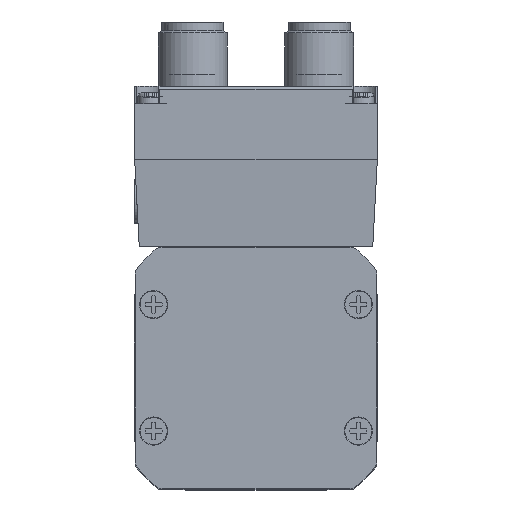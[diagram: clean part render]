
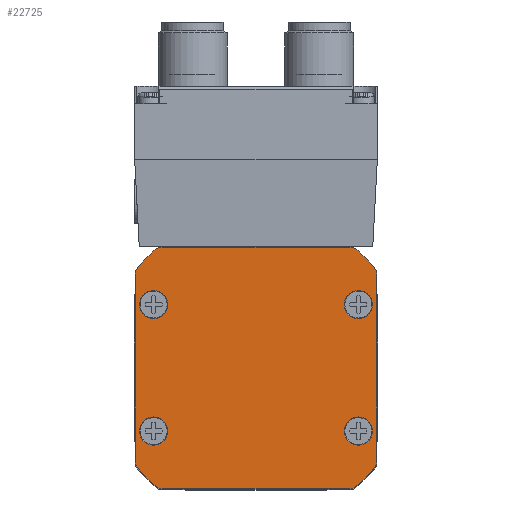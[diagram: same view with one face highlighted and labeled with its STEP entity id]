
A CAD part, top view. The second image highlights one B-rep face of the part: STEP entity #22725.
In plain terms, the highlighted face is planar.
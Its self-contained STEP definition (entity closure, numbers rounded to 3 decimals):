
#1899=CIRCLE('',#29305,2.);
#1900=CIRCLE('',#29307,27.);
#1901=CIRCLE('',#29309,2.);
#1902=CIRCLE('',#29311,2.);
#1903=CIRCLE('',#29313,27.);
#1904=CIRCLE('',#29315,2.);
#1905=CIRCLE('',#29317,2.);
#1906=CIRCLE('',#29319,27.);
#1907=CIRCLE('',#29321,2.);
#1908=CIRCLE('',#29323,2.);
#1910=CIRCLE('',#29326,27.);
#1912=CIRCLE('',#29329,2.);
#1914=CIRCLE('',#29333,2.45);
#1915=CIRCLE('',#29334,2.45);
#1916=CIRCLE('',#29335,2.45);
#1917=CIRCLE('',#29336,2.45);
#7141=ORIENTED_EDGE('',*,*,#11100,.F.);
#7142=ORIENTED_EDGE('',*,*,#11101,.F.);
#7143=ORIENTED_EDGE('',*,*,#11102,.F.);
#7144=ORIENTED_EDGE('',*,*,#11103,.F.);
#7145=ORIENTED_EDGE('',*,*,#11065,.F.);
#7146=ORIENTED_EDGE('',*,*,#11098,.F.);
#7147=ORIENTED_EDGE('',*,*,#11095,.F.);
#7148=ORIENTED_EDGE('',*,*,#11092,.F.);
#7149=ORIENTED_EDGE('',*,*,#11074,.F.);
#7150=ORIENTED_EDGE('',*,*,#11091,.F.);
#7151=ORIENTED_EDGE('',*,*,#11089,.F.);
#7152=ORIENTED_EDGE('',*,*,#11087,.F.);
#7153=ORIENTED_EDGE('',*,*,#11071,.F.);
#7154=ORIENTED_EDGE('',*,*,#11086,.F.);
#7155=ORIENTED_EDGE('',*,*,#11084,.F.);
#7156=ORIENTED_EDGE('',*,*,#11082,.F.);
#7157=ORIENTED_EDGE('',*,*,#11068,.F.);
#7158=ORIENTED_EDGE('',*,*,#11081,.F.);
#7159=ORIENTED_EDGE('',*,*,#11079,.F.);
#7160=ORIENTED_EDGE('',*,*,#11077,.F.);
#11065=EDGE_CURVE('',#13495,#13496,#15387,.T.);
#11068=EDGE_CURVE('',#13497,#13498,#15390,.T.);
#11071=EDGE_CURVE('',#13499,#13500,#15393,.T.);
#11074=EDGE_CURVE('',#13501,#13502,#15396,.T.);
#11077=EDGE_CURVE('',#13496,#13504,#1899,.T.);
#11079=EDGE_CURVE('',#13504,#13505,#1900,.T.);
#11081=EDGE_CURVE('',#13505,#13497,#1901,.T.);
#11082=EDGE_CURVE('',#13498,#13506,#1902,.T.);
#11084=EDGE_CURVE('',#13506,#13507,#1903,.T.);
#11086=EDGE_CURVE('',#13507,#13499,#1904,.T.);
#11087=EDGE_CURVE('',#13500,#13508,#1905,.T.);
#11089=EDGE_CURVE('',#13508,#13509,#1906,.T.);
#11091=EDGE_CURVE('',#13509,#13501,#1907,.T.);
#11092=EDGE_CURVE('',#13502,#13510,#1908,.T.);
#11095=EDGE_CURVE('',#13510,#13512,#1910,.T.);
#11098=EDGE_CURVE('',#13512,#13495,#1912,.T.);
#11100=EDGE_CURVE('',#13514,#13514,#1914,.T.);
#11101=EDGE_CURVE('',#13515,#13515,#1915,.T.);
#11102=EDGE_CURVE('',#13516,#13516,#1916,.T.);
#11103=EDGE_CURVE('',#13517,#13517,#1917,.T.);
#13495=VERTEX_POINT('',#42728);
#13496=VERTEX_POINT('',#42730);
#13497=VERTEX_POINT('',#42734);
#13498=VERTEX_POINT('',#42736);
#13499=VERTEX_POINT('',#42740);
#13500=VERTEX_POINT('',#42742);
#13501=VERTEX_POINT('',#42746);
#13502=VERTEX_POINT('',#42748);
#13504=VERTEX_POINT('',#42754);
#13505=VERTEX_POINT('',#42758);
#13506=VERTEX_POINT('',#42764);
#13507=VERTEX_POINT('',#42768);
#13508=VERTEX_POINT('',#42774);
#13509=VERTEX_POINT('',#42778);
#13510=VERTEX_POINT('',#42784);
#13512=VERTEX_POINT('',#42790);
#13514=VERTEX_POINT('',#42800);
#13515=VERTEX_POINT('',#42802);
#13516=VERTEX_POINT('',#42804);
#13517=VERTEX_POINT('',#42806);
#15387=LINE('',#42729,#17224);
#15390=LINE('',#42735,#17227);
#15393=LINE('',#42741,#17230);
#15396=LINE('',#42747,#17233);
#17224=VECTOR('',#35271,1000.);
#17227=VECTOR('',#35276,1000.);
#17230=VECTOR('',#35281,1000.);
#17233=VECTOR('',#35286,1000.);
#18924=EDGE_LOOP('',(#7141));
#18925=EDGE_LOOP('',(#7142));
#18926=EDGE_LOOP('',(#7143));
#18927=EDGE_LOOP('',(#7144));
#18928=EDGE_LOOP('',(#7145,#7146,#7147,#7148,#7149,#7150,#7151,#7152,#7153,
#7154,#7155,#7156,#7157,#7158,#7159,#7160));
#20642=FACE_BOUND('',#18924,.T.);
#20643=FACE_BOUND('',#18925,.T.);
#20644=FACE_BOUND('',#18926,.T.);
#20645=FACE_BOUND('',#18927,.T.);
#20646=FACE_BOUND('',#18928,.T.);
#21555=PLANE('',#29332);
#22725=ADVANCED_FACE('',(#20642,#20643,#20644,#20645,#20646),#21555,.F.);
#29305=AXIS2_PLACEMENT_3D('',#42753,#35291,#35292);
#29307=AXIS2_PLACEMENT_3D('',#42757,#35296,#35297);
#29309=AXIS2_PLACEMENT_3D('',#42761,#35301,#35302);
#29311=AXIS2_PLACEMENT_3D('',#42763,#35305,#35306);
#29313=AXIS2_PLACEMENT_3D('',#42767,#35310,#35311);
#29315=AXIS2_PLACEMENT_3D('',#42771,#35315,#35316);
#29317=AXIS2_PLACEMENT_3D('',#42773,#35319,#35320);
#29319=AXIS2_PLACEMENT_3D('',#42777,#35324,#35325);
#29321=AXIS2_PLACEMENT_3D('',#42781,#35329,#35330);
#29323=AXIS2_PLACEMENT_3D('',#42783,#35333,#35334);
#29326=AXIS2_PLACEMENT_3D('',#42789,#35340,#35341);
#29329=AXIS2_PLACEMENT_3D('',#42795,#35347,#35348);
#29332=AXIS2_PLACEMENT_3D('',#42798,#35353,#35354);
#29333=AXIS2_PLACEMENT_3D('',#42799,#35355,#35356);
#29334=AXIS2_PLACEMENT_3D('',#42801,#35357,#35358);
#29335=AXIS2_PLACEMENT_3D('',#42803,#35359,#35360);
#29336=AXIS2_PLACEMENT_3D('',#42805,#35361,#35362);
#35271=DIRECTION('',(0.,-1.,0.));
#35276=DIRECTION('',(1.,0.,0.));
#35281=DIRECTION('',(0.,1.,0.));
#35286=DIRECTION('',(-1.,0.,0.));
#35291=DIRECTION('',(0.,0.,1.));
#35292=DIRECTION('',(1.,0.,0.));
#35296=DIRECTION('',(0.,0.,1.));
#35297=DIRECTION('',(1.,0.,0.));
#35301=DIRECTION('',(0.,0.,1.));
#35302=DIRECTION('',(1.,0.,0.));
#35305=DIRECTION('',(0.,0.,1.));
#35306=DIRECTION('',(1.,0.,0.));
#35310=DIRECTION('',(0.,0.,1.));
#35311=DIRECTION('',(1.,0.,0.));
#35315=DIRECTION('',(0.,0.,1.));
#35316=DIRECTION('',(1.,0.,0.));
#35319=DIRECTION('',(0.,0.,1.));
#35320=DIRECTION('',(1.,0.,0.));
#35324=DIRECTION('',(0.,0.,1.));
#35325=DIRECTION('',(1.,0.,0.));
#35329=DIRECTION('',(0.,0.,1.));
#35330=DIRECTION('',(1.,0.,0.));
#35333=DIRECTION('',(0.,0.,1.));
#35334=DIRECTION('',(1.,0.,0.));
#35340=DIRECTION('',(0.,0.,1.));
#35341=DIRECTION('',(1.,0.,0.));
#35347=DIRECTION('',(0.,0.,1.));
#35348=DIRECTION('',(1.,0.,0.));
#35353=DIRECTION('',(0.,0.,1.));
#35354=DIRECTION('',(1.,0.,0.));
#35355=DIRECTION('',(0.,0.,-1.));
#35356=DIRECTION('',(-1.,0.,0.));
#35357=DIRECTION('',(0.,0.,-1.));
#35358=DIRECTION('',(-1.,0.,0.));
#35359=DIRECTION('',(0.,0.,-1.));
#35360=DIRECTION('',(-1.,0.,0.));
#35361=DIRECTION('',(0.,0.,-1.));
#35362=DIRECTION('',(-1.,0.,0.));
#42728=CARTESIAN_POINT('',(-21.,16.248,-65.));
#42729=CARTESIAN_POINT('',(-21.,16.248,-65.));
#42730=CARTESIAN_POINT('',(-21.,-16.248,-65.));
#42734=CARTESIAN_POINT('',(-16.248,-21.,-65.));
#42735=CARTESIAN_POINT('',(-16.248,-21.,-65.));
#42736=CARTESIAN_POINT('',(16.248,-21.,-65.));
#42740=CARTESIAN_POINT('',(21.,-16.248,-65.));
#42741=CARTESIAN_POINT('',(21.,-16.248,-65.));
#42742=CARTESIAN_POINT('',(21.,16.248,-65.));
#42746=CARTESIAN_POINT('',(16.248,21.,-65.));
#42747=CARTESIAN_POINT('',(16.248,21.,-65.));
#42748=CARTESIAN_POINT('',(-16.248,21.,-65.));
#42753=CARTESIAN_POINT('',(-19.,-16.248,-65.));
#42754=CARTESIAN_POINT('',(-20.52,-17.548,-65.));
#42757=CARTESIAN_POINT('',(0.,0.,
-65.));
#42758=CARTESIAN_POINT('',(-17.548,-20.52,-65.));
#42761=CARTESIAN_POINT('',(-16.248,-19.,-65.));
#42763=CARTESIAN_POINT('',(16.248,-19.,-65.));
#42764=CARTESIAN_POINT('',(17.548,-20.52,-65.));
#42767=CARTESIAN_POINT('',(0.,0.,-65.));
#42768=CARTESIAN_POINT('',(20.52,-17.548,-65.));
#42771=CARTESIAN_POINT('',(19.,-16.248,-65.));
#42773=CARTESIAN_POINT('',(19.,16.248,-65.));
#42774=CARTESIAN_POINT('',(20.52,17.548,-65.));
#42777=CARTESIAN_POINT('',(0.,0.,-65.));
#42778=CARTESIAN_POINT('',(17.548,20.52,-65.));
#42781=CARTESIAN_POINT('',(16.248,19.,-65.));
#42783=CARTESIAN_POINT('',(-16.248,19.,-65.));
#42784=CARTESIAN_POINT('',(-17.548,20.52,-65.));
#42789=CARTESIAN_POINT('',(0.,0.,-65.));
#42790=CARTESIAN_POINT('',(-20.52,17.548,-65.));
#42795=CARTESIAN_POINT('',(-19.,16.248,-65.));
#42798=CARTESIAN_POINT('',(-19.,-16.248,-65.));
#42799=CARTESIAN_POINT('',(-17.8,11.,-65.));
#42800=CARTESIAN_POINT('',(-20.25,11.,-65.));
#42801=CARTESIAN_POINT('',(-17.8,-11.,-65.));
#42802=CARTESIAN_POINT('',(-20.25,-11.,-65.));
#42803=CARTESIAN_POINT('',(17.8,-11.,-65.));
#42804=CARTESIAN_POINT('',(15.35,-11.,-65.));
#42805=CARTESIAN_POINT('',(17.8,11.,-65.));
#42806=CARTESIAN_POINT('',(15.35,11.,-65.));
